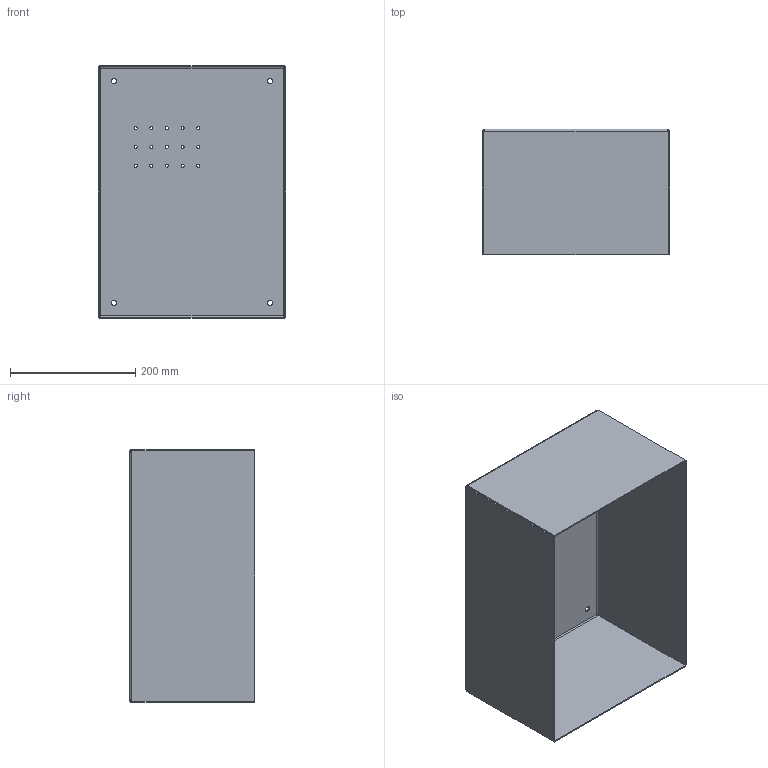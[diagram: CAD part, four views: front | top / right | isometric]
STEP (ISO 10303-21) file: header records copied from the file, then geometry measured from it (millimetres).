
FILE_DESCRIPTION(/* description */ ('STEP AP214'),/* implementation_level */ '2;1');
FILE_NAME(/* name */ '68ccfe857c4a8d7601c5e0ef',/* time_stamp */ '2025-09-19T06:56:06Z',/* author */ (''),/* organization */ (''),/* preprocessor_version */ 'ST-DEVELOPER v20',/* originating_system */ 'ONSHAPE BY PTC INC, 1.203',/* authorisation */ ' ');
FILE_SCHEMA (('AUTOMOTIVE_DESIGN {1 0 10303 214 3 1 1}'));
Length unit declared in the file: metre
Products named in the file (1): Part 1
Bounding box: 300 x 200 x 404 mm (x, y, z)
Volume: 788226.3 mm3; surface area: 794932.2 mm2
Topology: 1 solids, 1 shells, 65 faces, 157 edges, 94 vertices
Faces by surface type: plane 38, cylinder 27
Full cylindrical faces by diameter (mm): 5 x15, 8.5 x4
Entity records: 1880 total; most frequent: DIRECTION 324, CARTESIAN_POINT 298, ORIENTED_EDGE 276, EDGE_CURVE 138, EDGE_LOOP 122, FACE_BOUND 122, AXIS2_PLACEMENT_3D 120, VERTEX_POINT 94
